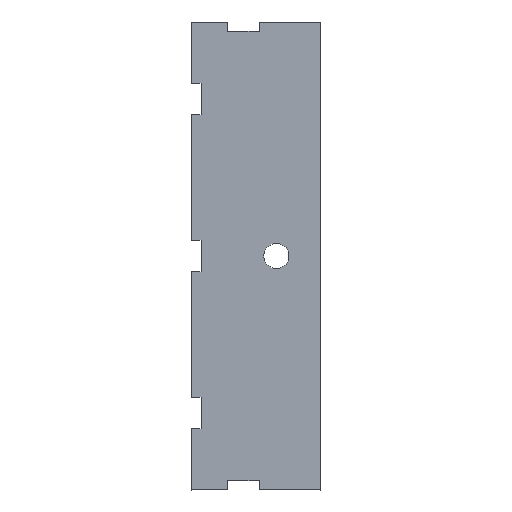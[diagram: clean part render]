
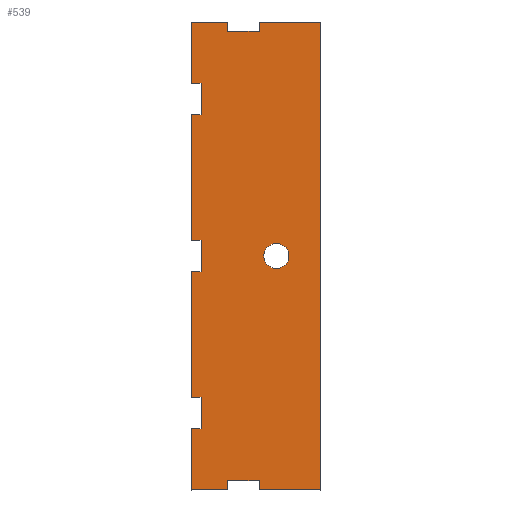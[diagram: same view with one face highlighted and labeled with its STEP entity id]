
A CAD part, top view. The second image highlights one B-rep face of the part: STEP entity #539.
In plain terms, the highlighted planar face has unit normal (0, 0, 1).
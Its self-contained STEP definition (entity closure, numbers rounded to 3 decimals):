
#16=FACE_BOUND('',#88,.T.);
#32=PLANE('',#582);
#59=FACE_OUTER_BOUND('',#87,.T.);
#87=EDGE_LOOP('',(#457,#458,#459,#460,#461,#462,#463,#464,#465,#466,#467,
#468,#469,#470,#471,#472,#473,#474,#475,#476,#477,#478,#479,#480));
#88=EDGE_LOOP('',(#481));
#102=LINE('',#740,#175);
#105=LINE('',#746,#178);
#109=LINE('',#753,#182);
#110=LINE('',#756,#183);
#115=LINE('',#765,#188);
#136=LINE('',#808,#209);
#139=LINE('',#814,#212);
#141=LINE('',#818,#214);
#144=LINE('',#823,#217);
#146=LINE('',#828,#219);
#149=LINE('',#834,#222);
#152=LINE('',#839,#225);
#153=LINE('',#842,#226);
#155=LINE('',#845,#228);
#156=LINE('',#847,#229);
#157=LINE('',#848,#230);
#158=LINE('',#849,#231);
#159=LINE('',#851,#232);
#160=LINE('',#853,#233);
#161=LINE('',#855,#234);
#162=LINE('',#857,#235);
#163=LINE('',#859,#236);
#164=LINE('',#861,#237);
#165=LINE('',#862,#238);
#175=VECTOR('',#606,10.);
#178=VECTOR('',#611,10.);
#182=VECTOR('',#617,10.);
#183=VECTOR('',#620,10.);
#188=VECTOR('',#627,10.);
#209=VECTOR('',#652,10.);
#212=VECTOR('',#657,10.);
#214=VECTOR('',#661,10.);
#217=VECTOR('',#666,10.);
#219=VECTOR('',#670,10.);
#222=VECTOR('',#675,10.);
#225=VECTOR('',#680,10.);
#226=VECTOR('',#683,10.);
#228=VECTOR('',#687,10.);
#229=VECTOR('',#690,10.);
#230=VECTOR('',#691,10.);
#231=VECTOR('',#692,10.);
#232=VECTOR('',#693,10.);
#233=VECTOR('',#694,10.);
#234=VECTOR('',#695,10.);
#235=VECTOR('',#696,10.);
#236=VECTOR('',#697,10.);
#237=VECTOR('',#698,10.);
#238=VECTOR('',#699,10.);
#245=CIRCLE('',#565,4.);
#247=VERTEX_POINT('',#728);
#251=VERTEX_POINT('',#737);
#252=VERTEX_POINT('',#739);
#254=VERTEX_POINT('',#745);
#256=VERTEX_POINT('',#751);
#257=VERTEX_POINT('',#755);
#260=VERTEX_POINT('',#763);
#279=VERTEX_POINT('',#805);
#280=VERTEX_POINT('',#807);
#281=VERTEX_POINT('',#811);
#282=VERTEX_POINT('',#813);
#283=VERTEX_POINT('',#817);
#284=VERTEX_POINT('',#821);
#285=VERTEX_POINT('',#825);
#286=VERTEX_POINT('',#827);
#287=VERTEX_POINT('',#831);
#288=VERTEX_POINT('',#833);
#289=VERTEX_POINT('',#837);
#290=VERTEX_POINT('',#841);
#291=VERTEX_POINT('',#850);
#292=VERTEX_POINT('',#852);
#293=VERTEX_POINT('',#854);
#294=VERTEX_POINT('',#856);
#295=VERTEX_POINT('',#858);
#296=VERTEX_POINT('',#860);
#297=EDGE_CURVE('',#247,#247,#245,.T.);
#302=EDGE_CURVE('',#252,#251,#102,.T.);
#305=EDGE_CURVE('',#254,#252,#105,.T.);
#309=EDGE_CURVE('',#251,#256,#109,.T.);
#310=EDGE_CURVE('',#254,#257,#110,.T.);
#315=EDGE_CURVE('',#260,#256,#115,.T.);
#336=EDGE_CURVE('',#280,#279,#136,.T.);
#339=EDGE_CURVE('',#282,#281,#139,.T.);
#341=EDGE_CURVE('',#283,#282,#141,.T.);
#344=EDGE_CURVE('',#281,#284,#144,.T.);
#346=EDGE_CURVE('',#286,#285,#146,.T.);
#349=EDGE_CURVE('',#288,#287,#149,.T.);
#352=EDGE_CURVE('',#279,#289,#152,.T.);
#353=EDGE_CURVE('',#290,#280,#153,.T.);
#355=EDGE_CURVE('',#287,#286,#155,.T.);
#356=EDGE_CURVE('',#288,#260,#156,.T.);
#357=EDGE_CURVE('',#283,#285,#157,.T.);
#358=EDGE_CURVE('',#290,#284,#158,.T.);
#359=EDGE_CURVE('',#291,#289,#159,.T.);
#360=EDGE_CURVE('',#292,#291,#160,.T.);
#361=EDGE_CURVE('',#292,#293,#161,.T.);
#362=EDGE_CURVE('',#293,#294,#162,.T.);
#363=EDGE_CURVE('',#294,#295,#163,.T.);
#364=EDGE_CURVE('',#296,#295,#164,.T.);
#365=EDGE_CURVE('',#257,#296,#165,.T.);
#457=ORIENTED_EDGE('',*,*,#309,.T.);
#458=ORIENTED_EDGE('',*,*,#315,.F.);
#459=ORIENTED_EDGE('',*,*,#356,.F.);
#460=ORIENTED_EDGE('',*,*,#349,.T.);
#461=ORIENTED_EDGE('',*,*,#355,.T.);
#462=ORIENTED_EDGE('',*,*,#346,.T.);
#463=ORIENTED_EDGE('',*,*,#357,.F.);
#464=ORIENTED_EDGE('',*,*,#341,.T.);
#465=ORIENTED_EDGE('',*,*,#339,.T.);
#466=ORIENTED_EDGE('',*,*,#344,.T.);
#467=ORIENTED_EDGE('',*,*,#358,.F.);
#468=ORIENTED_EDGE('',*,*,#353,.T.);
#469=ORIENTED_EDGE('',*,*,#336,.T.);
#470=ORIENTED_EDGE('',*,*,#352,.T.);
#471=ORIENTED_EDGE('',*,*,#359,.F.);
#472=ORIENTED_EDGE('',*,*,#360,.F.);
#473=ORIENTED_EDGE('',*,*,#361,.T.);
#474=ORIENTED_EDGE('',*,*,#362,.T.);
#475=ORIENTED_EDGE('',*,*,#363,.T.);
#476=ORIENTED_EDGE('',*,*,#364,.F.);
#477=ORIENTED_EDGE('',*,*,#365,.F.);
#478=ORIENTED_EDGE('',*,*,#310,.F.);
#479=ORIENTED_EDGE('',*,*,#305,.T.);
#480=ORIENTED_EDGE('',*,*,#302,.T.);
#481=ORIENTED_EDGE('',*,*,#297,.T.);
#539=ADVANCED_FACE('',(#59,#16),#32,.T.);
#565=AXIS2_PLACEMENT_3D('',#729,#597,#598);
#582=AXIS2_PLACEMENT_3D('',#846,#688,#689);
#597=DIRECTION('center_axis',(0.,0.,-1.));
#598=DIRECTION('ref_axis',(0.,-1.,0.));
#606=DIRECTION('',(-1.,0.,0.));
#611=DIRECTION('',(0.,-1.,0.));
#617=DIRECTION('',(0.,1.,0.));
#620=DIRECTION('',(1.,0.,0.));
#627=DIRECTION('',(1.,0.,0.));
#652=DIRECTION('',(0.,-1.,0.));
#657=DIRECTION('',(0.,-1.,0.));
#661=DIRECTION('',(1.,0.,0.));
#666=DIRECTION('',(-1.,0.,0.));
#670=DIRECTION('',(-1.,0.,0.));
#675=DIRECTION('',(1.,0.,0.));
#680=DIRECTION('',(-1.,0.,0.));
#683=DIRECTION('',(1.,0.,0.));
#687=DIRECTION('',(0.,-1.,0.));
#688=DIRECTION('center_axis',(0.,0.,1.));
#689=DIRECTION('ref_axis',(-1.,0.,0.));
#690=DIRECTION('',(0.,1.,0.));
#691=DIRECTION('',(0.,1.,0.));
#692=DIRECTION('',(0.,1.,0.));
#693=DIRECTION('',(0.,1.,0.));
#694=DIRECTION('',(-1.,0.,0.));
#695=DIRECTION('',(0.,1.,0.));
#696=DIRECTION('',(1.,0.,0.));
#697=DIRECTION('',(0.,-1.,0.));
#698=DIRECTION('',(-1.,0.,0.));
#699=DIRECTION('',(0.,-1.,0.));
#728=CARTESIAN_POINT('',(27.,78.,65.));
#729=CARTESIAN_POINT('Origin',(27.,74.,65.));
#737=CARTESIAN_POINT('',(11.5,145.5,65.));
#739=CARTESIAN_POINT('',(21.5,145.5,65.));
#740=CARTESIAN_POINT('',(-30.,145.5,65.));
#745=CARTESIAN_POINT('',(21.5,148.5,65.));
#746=CARTESIAN_POINT('',(21.5,109.75,65.));
#751=CARTESIAN_POINT('',(11.5,148.5,65.));
#753=CARTESIAN_POINT('',(11.5,111.25,65.));
#755=CARTESIAN_POINT('',(41.,148.5,65.));
#756=CARTESIAN_POINT('',(0.,148.5,65.));
#763=CARTESIAN_POINT('',(0.,148.5,65.));
#765=CARTESIAN_POINT('',(0.,148.5,65.));
#805=CARTESIAN_POINT('',(3.,19.,65.));
#807=CARTESIAN_POINT('',(3.,29.,65.));
#808=CARTESIAN_POINT('',(3.,74.,65.));
#811=CARTESIAN_POINT('',(3.,69.,65.));
#813=CARTESIAN_POINT('',(3.,79.,65.));
#814=CARTESIAN_POINT('',(3.,74.,65.));
#817=CARTESIAN_POINT('',(0.,79.,65.));
#818=CARTESIAN_POINT('',(9.,79.,65.));
#821=CARTESIAN_POINT('',(0.,69.,65.));
#823=CARTESIAN_POINT('',(7.5,69.,65.));
#825=CARTESIAN_POINT('',(0.,119.,65.));
#827=CARTESIAN_POINT('',(3.,119.,65.));
#828=CARTESIAN_POINT('',(7.5,119.,65.));
#831=CARTESIAN_POINT('',(3.,129.,65.));
#833=CARTESIAN_POINT('',(0.,129.,65.));
#834=CARTESIAN_POINT('',(9.,129.,65.));
#837=CARTESIAN_POINT('',(0.,19.,65.));
#839=CARTESIAN_POINT('',(7.5,19.,65.));
#841=CARTESIAN_POINT('',(0.,29.,65.));
#842=CARTESIAN_POINT('',(9.,29.,65.));
#845=CARTESIAN_POINT('',(3.,74.,65.));
#846=CARTESIAN_POINT('Origin',(15.,74.,65.));
#847=CARTESIAN_POINT('',(0.,-0.5,65.));
#848=CARTESIAN_POINT('',(0.,-0.5,65.));
#849=CARTESIAN_POINT('',(0.,-0.5,65.));
#850=CARTESIAN_POINT('',(0.,-0.5,65.));
#851=CARTESIAN_POINT('',(0.,-0.5,65.));
#852=CARTESIAN_POINT('',(11.5,-0.5,65.));
#853=CARTESIAN_POINT('',(30.,-0.5,65.));
#854=CARTESIAN_POINT('',(11.5,2.5,65.));
#855=CARTESIAN_POINT('',(11.5,38.25,65.));
#856=CARTESIAN_POINT('',(21.5,2.5,65.));
#857=CARTESIAN_POINT('',(-30.,2.5,65.));
#858=CARTESIAN_POINT('',(21.5,-0.5,65.));
#859=CARTESIAN_POINT('',(21.5,36.75,65.));
#860=CARTESIAN_POINT('',(41.,-0.5,65.));
#861=CARTESIAN_POINT('',(30.,-0.5,65.));
#862=CARTESIAN_POINT('',(41.,111.25,65.));
